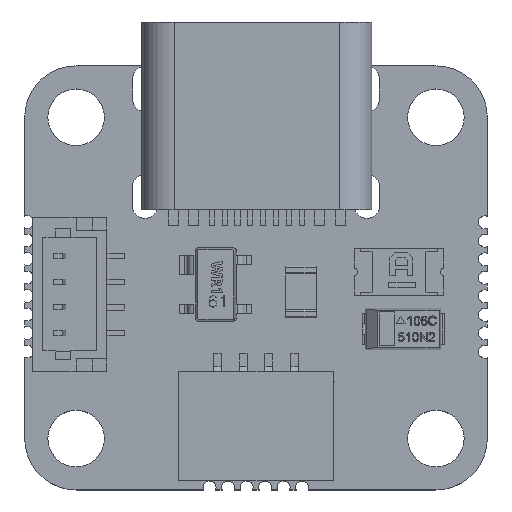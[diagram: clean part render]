
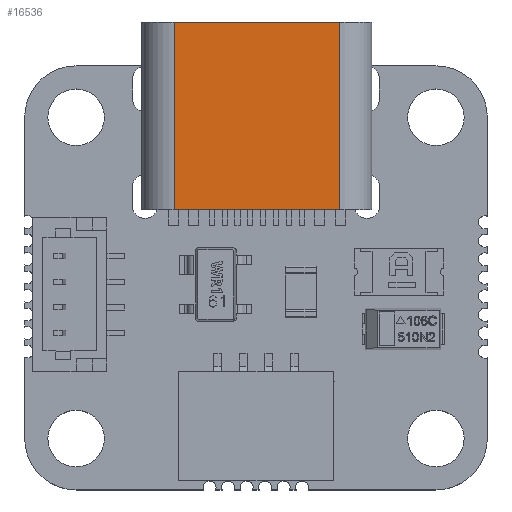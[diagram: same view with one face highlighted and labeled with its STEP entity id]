
A CAD part, top view. The second image highlights one B-rep face of the part: STEP entity #16536.
In plain terms, the highlighted face is planar.
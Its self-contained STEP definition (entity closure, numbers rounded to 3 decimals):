
#1206=FACE_OUTER_BOUND('',#2108,.T.);
#2108=EDGE_LOOP('',(#11815,#11816,#11817,#11818));
#3196=LINE('',#22988,#5071);
#3375=LINE('',#23435,#5250);
#3377=LINE('',#23439,#5252);
#3378=LINE('',#23441,#5253);
#5071=VECTOR('',#19008,1.);
#5250=VECTOR('',#19451,1.);
#5252=VECTOR('',#19457,1.);
#5253=VECTOR('',#19460,1.);
#6844=VERTEX_POINT('',#22985);
#6845=VERTEX_POINT('',#22987);
#6980=VERTEX_POINT('',#23432);
#6981=VERTEX_POINT('',#23434);
#8550=EDGE_CURVE('',#6844,#6845,#3196,.T.);
#8774=EDGE_CURVE('',#6980,#6981,#3375,.T.);
#8777=EDGE_CURVE('',#6845,#6980,#3377,.T.);
#8778=EDGE_CURVE('',#6981,#6844,#3378,.T.);
#11815=ORIENTED_EDGE('',*,*,#8777,.F.);
#11816=ORIENTED_EDGE('',*,*,#8550,.F.);
#11817=ORIENTED_EDGE('',*,*,#8778,.F.);
#11818=ORIENTED_EDGE('',*,*,#8774,.F.);
#15597=PLANE('',#17614);
#16536=ADVANCED_FACE('',(#1206),#15597,.T.);
#17614=AXIS2_PLACEMENT_3D('',#23447,#19470,#19471);
#19008=DIRECTION('',(1.,0.,0.));
#19451=DIRECTION('',(-1.,0.,0.));
#19457=DIRECTION('',(0.,0.,1.));
#19460=DIRECTION('',(0.,0.,-1.));
#19470=DIRECTION('center_axis',(0.,1.,0.));
#19471=DIRECTION('ref_axis',(1.,0.,0.));
#22985=CARTESIAN_POINT('',(1.255,3.21,-7.3));
#22987=CARTESIAN_POINT('',(7.685,3.21,-7.3));
#22988=CARTESIAN_POINT('',(8.94,3.21,-7.3));
#23432=CARTESIAN_POINT('',(7.685,3.21,0.));
#23434=CARTESIAN_POINT('',(1.255,3.21,0.));
#23435=CARTESIAN_POINT('',(8.94,3.21,0.));
#23439=CARTESIAN_POINT('',(7.685,3.21,0.));
#23441=CARTESIAN_POINT('',(1.255,3.21,0.));
#23447=CARTESIAN_POINT('Origin',(0.,3.21,0.));
